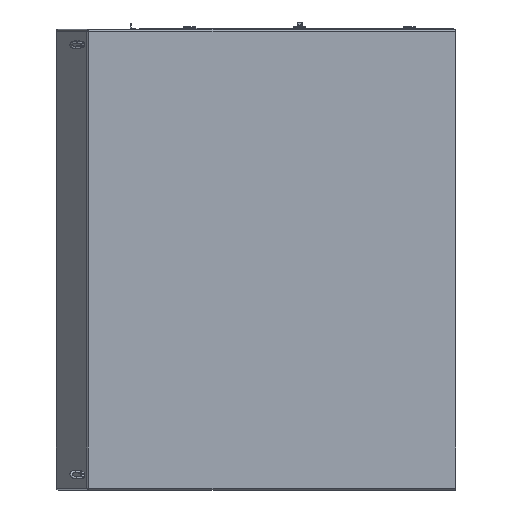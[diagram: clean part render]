
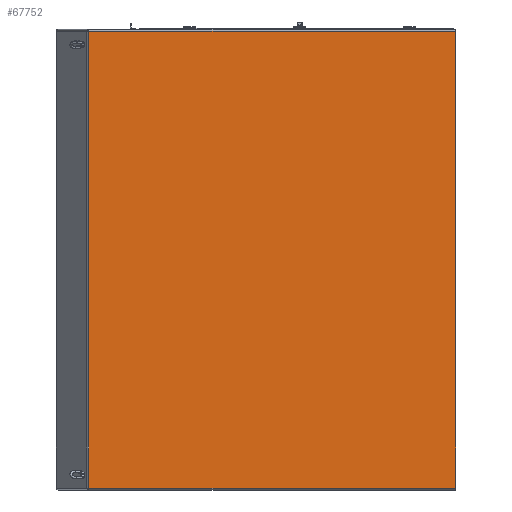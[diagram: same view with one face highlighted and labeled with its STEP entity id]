
A CAD part, left-side view. The second image highlights one B-rep face of the part: STEP entity #67752.
In plain terms, the highlighted planar face has unit normal (-1, 0, 0).
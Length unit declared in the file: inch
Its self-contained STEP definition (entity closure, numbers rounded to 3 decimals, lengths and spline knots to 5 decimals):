
#4205 = CARTESIAN_POINT ( 'NONE',  ( -49.93879, 42.2286, 36.37299 ) ) ;
#23241 = CARTESIAN_POINT ( 'NONE',  ( -49.93879, -53.7714, 36.87299 ) ) ;
#24772 = LINE ( 'NONE', #23241, #105676 ) ;
#25471 = EDGE_CURVE ( 'NONE', #114524, #37826, #115566, .T. ) ;
#29453 = CARTESIAN_POINT ( 'NONE',  ( -49.93879, 41.80504, 36.37299 ) ) ;
#29572 = LINE ( 'NONE', #44159, #45111 ) ;
#29839 = FACE_OUTER_BOUND ( 'NONE', #75039, .T. ) ;
#30468 = CARTESIAN_POINT ( 'NONE',  ( -49.93879, -53.7714, 36.37299 ) ) ;
#32094 = AXIS2_PLACEMENT_3D ( 'NONE', #57529, #56051, #103711 ) ;
#37287 = LINE ( 'NONE', #4205, #102538 ) ;
#37826 = VERTEX_POINT ( 'NONE', #90125 ) ;
#38822 = DIRECTION ( 'NONE',  ( 0., 1., 0. ) ) ;
#42770 = ORIENTED_EDGE ( 'NONE', *, *, #25471, .T. ) ;
#44159 = CARTESIAN_POINT ( 'NONE',  ( -49.93879, 42.2286, -82.62701 ) ) ;
#45111 = VECTOR ( 'NONE', #147305, 39.37008 ) ;
#51582 = EDGE_CURVE ( 'NONE', #79940, #114524, #37287, .T. ) ;
#54183 = ORIENTED_EDGE ( 'NONE', *, *, #51582, .T. ) ;
#56051 = DIRECTION ( 'NONE',  ( 1., 0., 0. ) ) ;
#57529 = CARTESIAN_POINT ( 'NONE',  ( -49.93879, 42.2286, 36.87299 ) ) ;
#67752 = ADVANCED_FACE ( 'NONE', ( #29839 ), #149101, .F. ) ;
#70122 = DIRECTION ( 'NONE',  ( 0., 0., -1. ) ) ;
#71579 = EDGE_CURVE ( 'NONE', #37826, #131755, #29572, .T. ) ;
#72534 = DIRECTION ( 'NONE',  ( 0., 0., 1. ) ) ;
#74455 = ORIENTED_EDGE ( 'NONE', *, *, #71579, .T. ) ;
#75039 = EDGE_LOOP ( 'NONE', ( #42770, #74455, #120185, #54183 ) ) ;
#79940 = VERTEX_POINT ( 'NONE', #30468 ) ;
#90125 = CARTESIAN_POINT ( 'NONE',  ( -49.93879, 41.80504, -82.62701 ) ) ;
#94709 = CARTESIAN_POINT ( 'NONE',  ( -49.93879, 41.80504, -83.12701 ) ) ;
#102538 = VECTOR ( 'NONE', #38822, 39.37008 ) ;
#103711 = DIRECTION ( 'NONE',  ( 0., 0., -1. ) ) ;
#105676 = VECTOR ( 'NONE', #72534, 39.37008 ) ;
#111631 = VECTOR ( 'NONE', #70122, 39.37008 ) ;
#114524 = VERTEX_POINT ( 'NONE', #29453 ) ;
#115566 = LINE ( 'NONE', #94709, #111631 ) ;
#120185 = ORIENTED_EDGE ( 'NONE', *, *, #126947, .T. ) ;
#126947 = EDGE_CURVE ( 'NONE', #131755, #79940, #24772, .T. ) ;
#131755 = VERTEX_POINT ( 'NONE', #150645 ) ;
#147305 = DIRECTION ( 'NONE',  ( 0., -1., 0. ) ) ;
#149101 = PLANE ( 'NONE',  #32094 ) ;
#150645 = CARTESIAN_POINT ( 'NONE',  ( -49.93879, -53.7714, -82.62701 ) ) ;
